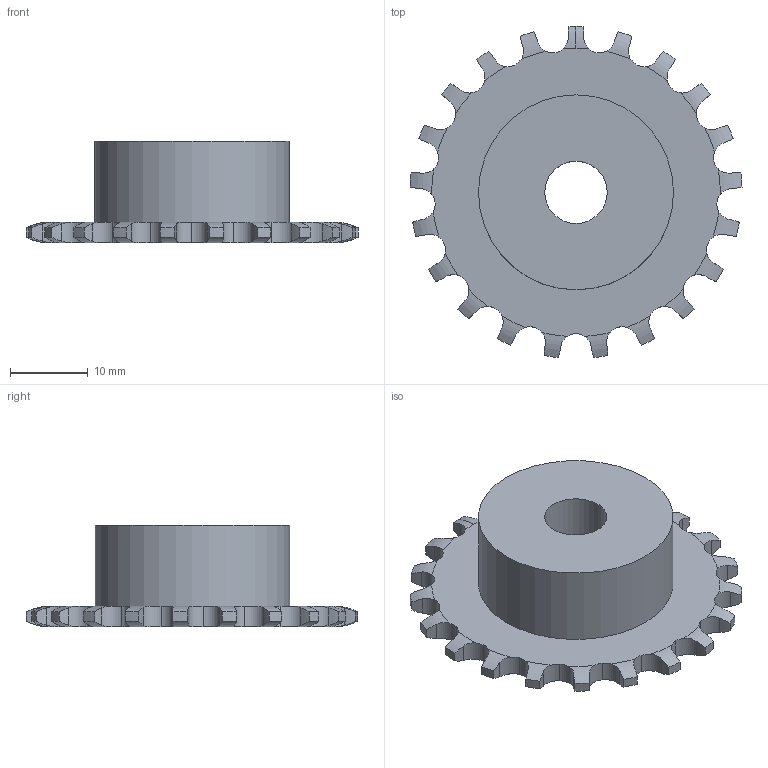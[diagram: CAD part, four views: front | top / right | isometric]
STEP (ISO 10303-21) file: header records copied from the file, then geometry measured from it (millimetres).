
FILE_DESCRIPTION(('FreeCAD Model'),'2;1');
FILE_NAME('Open CASCADE Shape Model','2021-02-25T15:53:35',( 'Simone Bignetti'),(''),'Open CASCADE STEP processor 7.4','FreeCAD', 'Unknown');
FILE_SCHEMA(('AUTOMOTIVE_DESIGN { 1 0 10303 214 1 1 1 1 }'));
Length unit declared in the file: millimetre
Products named in the file (1): Hole
Bounding box: 42.58 x 42.48 x 13 mm (x, y, z)
Volume: 7495.7 mm3; surface area: 3887.3 mm2
Topology: 1 solids, 1 shells, 154 faces, 495 edges, 344 vertices
Faces by surface type: cylinder 107, revolution 44, plane 3
Full cylindrical faces by diameter (mm): 8 x1, 25 x1
Entity records: 18057 total; most frequent: CARTESIAN_POINT 9102, DIRECTION 1468, ORIENTED_EDGE 990, PCURVE 990, DEFINITIONAL_REPRESENTATION 990, LINE 587, VECTOR 587, B_SPLINE_CURVE_WITH_KNOTS 504
